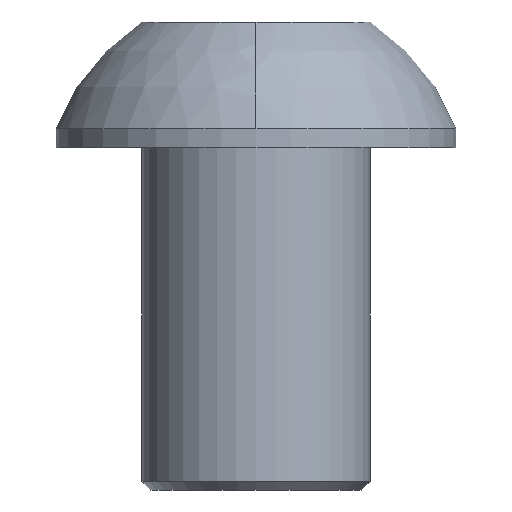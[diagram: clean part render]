
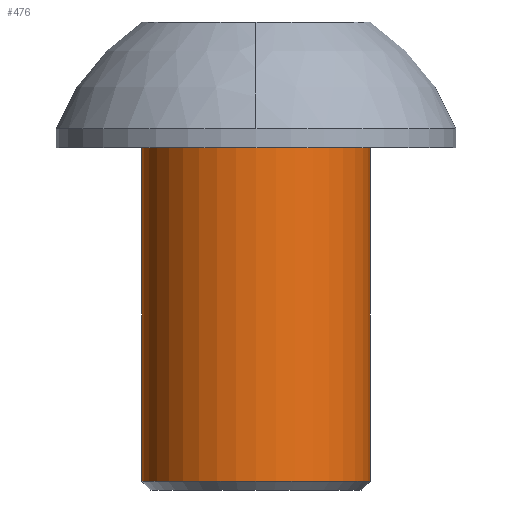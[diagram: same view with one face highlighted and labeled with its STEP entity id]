
A CAD part, front view. The second image highlights one B-rep face of the part: STEP entity #476.
In plain terms, the highlighted cylindrical face has radius 4 mm (diameter 8 mm), a partial arc.
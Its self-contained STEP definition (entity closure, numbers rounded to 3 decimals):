
#7 = CIRCLE ( 'NONE', #120, 4. ) ;
#22 = CARTESIAN_POINT ( 'NONE',  ( 4., 0., 15.114 ) ) ;
#76 = CARTESIAN_POINT ( 'NONE',  ( -4., 0., -7.9 ) ) ;
#93 = EDGE_LOOP ( 'NONE', ( #490, #418, #461, #99 ) ) ;
#99 = ORIENTED_EDGE ( 'NONE', *, *, #328, .T. ) ;
#115 = DIRECTION ( 'NONE',  ( 0., 0., 1. ) ) ;
#120 = AXIS2_PLACEMENT_3D ( 'NONE', #598, #115, #603 ) ;
#149 = DIRECTION ( 'NONE',  ( 0., 0., -1. ) ) ;
#191 = AXIS2_PLACEMENT_3D ( 'NONE', #399, #584, #223 ) ;
#223 = DIRECTION ( 'NONE',  ( -1., 0., 0. ) ) ;
#280 = CARTESIAN_POINT ( 'NONE',  ( 0., 0., 15.114 ) ) ;
#288 = DIRECTION ( 'NONE',  ( 0., 0., -1. ) ) ;
#328 = EDGE_CURVE ( 'NONE', #479, #369, #7, .T. ) ;
#330 = FACE_OUTER_BOUND ( 'NONE', #93, .T. ) ;
#360 = VECTOR ( 'NONE', #288, 1000. ) ;
#369 = VERTEX_POINT ( 'NONE', #668 ) ;
#383 = CARTESIAN_POINT ( 'NONE',  ( -4., 0., 3.8 ) ) ;
#391 = DIRECTION ( 'NONE',  ( -1., 0., 0. ) ) ;
#399 = CARTESIAN_POINT ( 'NONE',  ( 0., 0., 3.8 ) ) ;
#414 = VECTOR ( 'NONE', #149, 1000. ) ;
#418 = ORIENTED_EDGE ( 'NONE', *, *, #779, .F. ) ;
#458 = DIRECTION ( 'NONE',  ( 0., 0., -1. ) ) ;
#461 = ORIENTED_EDGE ( 'NONE', *, *, #612, .T. ) ;
#465 = LINE ( 'NONE', #22, #414 ) ;
#476 = ADVANCED_FACE ( 'NONE', ( #330 ), #769, .T. ) ;
#479 = VERTEX_POINT ( 'NONE', #76 ) ;
#490 = ORIENTED_EDGE ( 'NONE', *, *, #770, .F. ) ;
#527 = CARTESIAN_POINT ( 'NONE',  ( 4., 0., 3.8 ) ) ;
#531 = VERTEX_POINT ( 'NONE', #527 ) ;
#546 = CARTESIAN_POINT ( 'NONE',  ( -4., 0., 15.114 ) ) ;
#584 = DIRECTION ( 'NONE',  ( 0., 0., 1. ) ) ;
#597 = LINE ( 'NONE', #546, #360 ) ;
#598 = CARTESIAN_POINT ( 'NONE',  ( 0., 0., -7.9 ) ) ;
#603 = DIRECTION ( 'NONE',  ( -1., 0., 0. ) ) ;
#612 = EDGE_CURVE ( 'NONE', #652, #479, #597, .T. ) ;
#641 = AXIS2_PLACEMENT_3D ( 'NONE', #280, #458, #391 ) ;
#652 = VERTEX_POINT ( 'NONE', #383 ) ;
#668 = CARTESIAN_POINT ( 'NONE',  ( 4., 0., -7.9 ) ) ;
#764 = CIRCLE ( 'NONE', #191, 4. ) ;
#769 = CYLINDRICAL_SURFACE ( 'NONE', #641, 4. ) ;
#770 = EDGE_CURVE ( 'NONE', #531, #369, #465, .T. ) ;
#779 = EDGE_CURVE ( 'NONE', #652, #531, #764, .T. ) ;
